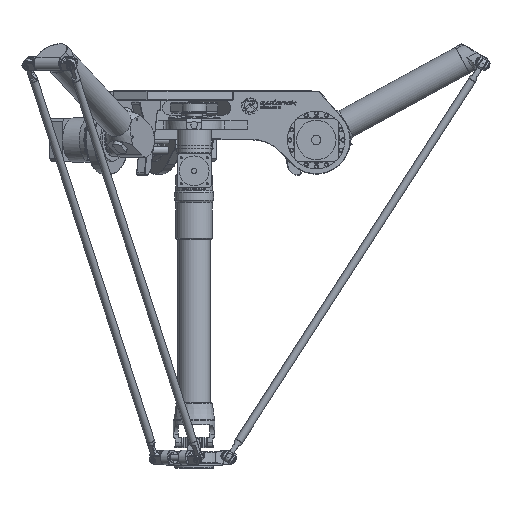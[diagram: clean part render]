
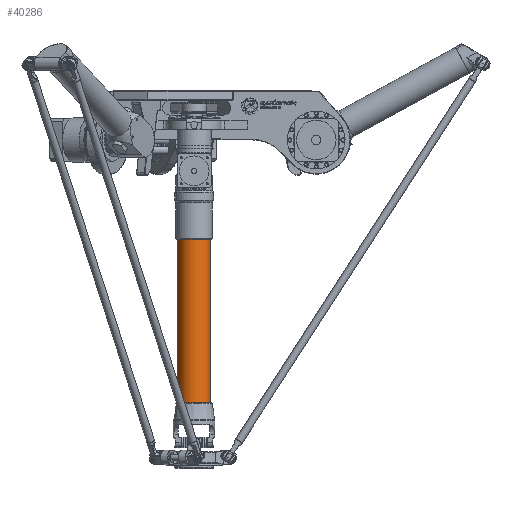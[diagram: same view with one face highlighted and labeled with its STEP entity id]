
A CAD part, front view. The second image highlights one B-rep face of the part: STEP entity #40286.
In plain terms, the highlighted cylindrical face has radius 33.5 mm (diameter 67 mm), a full revolution.
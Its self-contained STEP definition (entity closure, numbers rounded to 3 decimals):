
#1881=FACE_BOUND('',#8724,.T.);
#5591=FACE_OUTER_BOUND('',#8723,.T.);
#8723=EDGE_LOOP('',(#36387));
#8724=EDGE_LOOP('',(#36388));
#10435=CIRCLE('',#44593,33.5);
#10469=CIRCLE('',#44676,33.5);
#20162=VERTEX_POINT('',#78469);
#20232=VERTEX_POINT('',#78806);
#25510=EDGE_CURVE('',#20162,#20162,#10435,.T.);
#25614=EDGE_CURVE('',#20232,#20232,#10469,.T.);
#36387=ORIENTED_EDGE('',*,*,#25510,.F.);
#36388=ORIENTED_EDGE('',*,*,#25614,.T.);
#37059=CYLINDRICAL_SURFACE('',#44689,33.5);
#40286=ADVANCED_FACE('',(#5591,#1881),#37059,.T.);
#44593=AXIS2_PLACEMENT_3D('',#78470,#55854,#55855);
#44676=AXIS2_PLACEMENT_3D('',#78807,#56072,#56073);
#44689=AXIS2_PLACEMENT_3D('',#78824,#56098,#56099);
#55854=DIRECTION('center_axis',(0.,-1.,0.));
#55855=DIRECTION('ref_axis',(1.,0.,0.));
#56072=DIRECTION('center_axis',(0.,-1.,0.));
#56073=DIRECTION('ref_axis',(1.,0.,0.));
#56098=DIRECTION('center_axis',(0.,-1.,0.));
#56099=DIRECTION('ref_axis',(1.,0.,0.));
#78469=CARTESIAN_POINT('',(33.5,0.,0.));
#78470=CARTESIAN_POINT('Origin',(0.,0.,0.));
#78806=CARTESIAN_POINT('',(33.5,334.07,0.));
#78807=CARTESIAN_POINT('Origin',(0.,334.07,0.));
#78824=CARTESIAN_POINT('Origin',(0.,167.035,0.));
